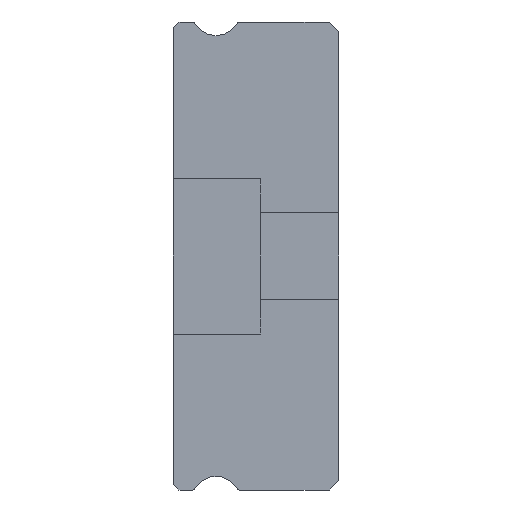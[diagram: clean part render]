
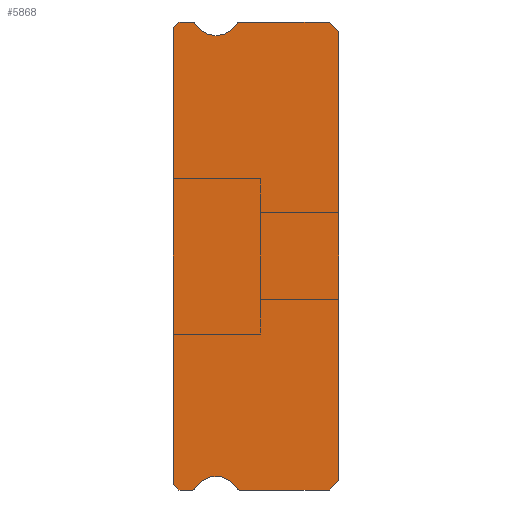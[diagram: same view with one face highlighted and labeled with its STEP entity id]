
A CAD part, left-side view. The second image highlights one B-rep face of the part: STEP entity #5868.
In plain terms, the highlighted planar face has unit normal (-1, 0, 0).
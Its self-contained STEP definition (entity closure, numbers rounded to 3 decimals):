
#8 = AXIS2_PLACEMENT_3D ( 'NONE', #2165, #4554, #2613 ) ;
#121 = EDGE_CURVE ( 'NONE', #558, #5481, #3046, .T. ) ;
#174 = ORIENTED_EDGE ( 'NONE', *, *, #5249, .F. ) ;
#225 = EDGE_LOOP ( 'NONE', ( #934, #1563, #2853, #5151, #2258, #174, #4233, #4144, #3323, #1739, #3421, #750, #4172, #1101, #4670, #5816, #4290 ) ) ;
#302 = AXIS2_PLACEMENT_3D ( 'NONE', #4095, #4009, #5314 ) ;
#308 = LINE ( 'NONE', #4372, #4903 ) ;
#359 = CARTESIAN_POINT ( 'NONE',  ( -5., 8.5, 11.85 ) ) ;
#400 = DIRECTION ( 'NONE',  ( 0., 0., 1. ) ) ;
#422 = DIRECTION ( 'NONE',  ( 0., -1., 0. ) ) ;
#427 = EDGE_CURVE ( 'NONE', #3689, #5871, #2483, .T. ) ;
#475 = VECTOR ( 'NONE', #422, 1000. ) ;
#526 = PLANE ( 'NONE',  #727 ) ;
#558 = VERTEX_POINT ( 'NONE', #4452 ) ;
#571 = EDGE_CURVE ( 'NONE', #681, #5237, #4512, .T. ) ;
#572 = EDGE_CURVE ( 'NONE', #4810, #681, #2123, .T. ) ;
#653 = CIRCLE ( 'NONE', #1902, 1.25 ) ;
#661 = CARTESIAN_POINT ( 'NONE',  ( -5., 7.512, -12. ) ) ;
#681 = VERTEX_POINT ( 'NONE', #5012 ) ;
#727 = AXIS2_PLACEMENT_3D ( 'NONE', #2349, #3266, #1939 ) ;
#750 = ORIENTED_EDGE ( 'NONE', *, *, #3140, .F. ) ;
#763 = VECTOR ( 'NONE', #5857, 1000. ) ;
#868 = CARTESIAN_POINT ( 'NONE',  ( -5., 8.2, -12. ) ) ;
#896 = VERTEX_POINT ( 'NONE', #3959 ) ;
#934 = ORIENTED_EDGE ( 'NONE', *, *, #2255, .F. ) ;
#1092 = AXIS2_PLACEMENT_3D ( 'NONE', #2706, #4528, #5446 ) ;
#1101 = ORIENTED_EDGE ( 'NONE', *, *, #1822, .F. ) ;
#1197 = DIRECTION ( 'NONE',  ( 0., 1., 0. ) ) ;
#1357 = LINE ( 'NONE', #3170, #5732 ) ;
#1372 = EDGE_CURVE ( 'NONE', #1486, #4567, #1357, .T. ) ;
#1416 = EDGE_CURVE ( 'NONE', #2000, #4567, #2212, .T. ) ;
#1456 = VECTOR ( 'NONE', #400, 1000. ) ;
#1486 = VERTEX_POINT ( 'NONE', #5144 ) ;
#1495 = VECTOR ( 'NONE', #4899, 1000. ) ;
#1563 = ORIENTED_EDGE ( 'NONE', *, *, #4482, .T. ) ;
#1567 = AXIS2_PLACEMENT_3D ( 'NONE', #3831, #2880, #5652 ) ;
#1647 = DIRECTION ( 'NONE',  ( 0., 0.707, -0.707 ) ) ;
#1711 = VERTEX_POINT ( 'NONE', #4812 ) ;
#1721 = VECTOR ( 'NONE', #1197, 1000. ) ;
#1738 = CARTESIAN_POINT ( 'NONE',  ( -5., 8.2, 12. ) ) ;
#1739 = ORIENTED_EDGE ( 'NONE', *, *, #4001, .F. ) ;
#1741 = CARTESIAN_POINT ( 'NONE',  ( -5., 7.383, 11.925 ) ) ;
#1822 = EDGE_CURVE ( 'NONE', #5655, #2355, #3922, .T. ) ;
#1829 = LINE ( 'NONE', #868, #2501 ) ;
#1869 = CARTESIAN_POINT ( 'NONE',  ( -5., 5.088, 11.85 ) ) ;
#1902 = AXIS2_PLACEMENT_3D ( 'NONE', #3975, #5796, #5825 ) ;
#1939 = DIRECTION ( 'NONE',  ( 0., 0., -1. ) ) ;
#2000 = VERTEX_POINT ( 'NONE', #4631 ) ;
#2097 = VECTOR ( 'NONE', #3821, 1000. ) ;
#2123 = LINE ( 'NONE', #1738, #1721 ) ;
#2165 = CARTESIAN_POINT ( 'NONE',  ( -5., 7.512, -11.85 ) ) ;
#2185 = CARTESIAN_POINT ( 'NONE',  ( -5., 8.5, 11.7 ) ) ;
#2188 = LINE ( 'NONE', #3578, #1495 ) ;
#2212 = CIRCLE ( 'NONE', #8, 0.15 ) ;
#2255 = EDGE_CURVE ( 'NONE', #5550, #5237, #4450, .T. ) ;
#2256 = EDGE_CURVE ( 'NONE', #3240, #896, #4424, .T. ) ;
#2258 = ORIENTED_EDGE ( 'NONE', *, *, #3391, .F. ) ;
#2349 = CARTESIAN_POINT ( 'NONE',  ( -5., 7.512, 11.85 ) ) ;
#2352 = EDGE_CURVE ( 'NONE', #4810, #5655, #5142, .T. ) ;
#2355 = VERTEX_POINT ( 'NONE', #3278 ) ;
#2483 = LINE ( 'NONE', #661, #2097 ) ;
#2501 = VECTOR ( 'NONE', #5007, 1000. ) ;
#2568 = AXIS2_PLACEMENT_3D ( 'NONE', #5104, #5547, #5010 ) ;
#2613 = DIRECTION ( 'NONE',  ( 0., 0., -1. ) ) ;
#2706 = CARTESIAN_POINT ( 'NONE',  ( -5., 6.3, 12.55 ) ) ;
#2853 = ORIENTED_EDGE ( 'NONE', *, *, #1372, .T. ) ;
#2880 = DIRECTION ( 'NONE',  ( 1., 0., 0. ) ) ;
#2925 = CARTESIAN_POINT ( 'NONE',  ( -5., 5.088, 12. ) ) ;
#3046 = LINE ( 'NONE', #3074, #1456 ) ;
#3074 = CARTESIAN_POINT ( 'NONE',  ( -5., 0., 11.5 ) ) ;
#3112 = CARTESIAN_POINT ( 'NONE',  ( -5., 0.5, -12. ) ) ;
#3140 = EDGE_CURVE ( 'NONE', #3630, #3240, #3884, .T. ) ;
#3170 = CARTESIAN_POINT ( 'NONE',  ( -5., 7.512, -12. ) ) ;
#3240 = VERTEX_POINT ( 'NONE', #2925 ) ;
#3266 = DIRECTION ( 'NONE',  ( 1., 0., 0. ) ) ;
#3278 = CARTESIAN_POINT ( 'NONE',  ( -5., 6.3, 11.3 ) ) ;
#3323 = ORIENTED_EDGE ( 'NONE', *, *, #121, .T. ) ;
#3359 = CARTESIAN_POINT ( 'NONE',  ( -5., 7.512, 12. ) ) ;
#3372 = CARTESIAN_POINT ( 'NONE',  ( -5., 8.5, -11.7 ) ) ;
#3391 = EDGE_CURVE ( 'NONE', #1711, #2000, #653, .T. ) ;
#3421 = ORIENTED_EDGE ( 'NONE', *, *, #2256, .F. ) ;
#3578 = CARTESIAN_POINT ( 'NONE',  ( -5., 0., -11.5 ) ) ;
#3630 = VERTEX_POINT ( 'NONE', #5267 ) ;
#3689 = VERTEX_POINT ( 'NONE', #3112 ) ;
#3706 = DIRECTION ( 'NONE',  ( 1., 0., 0. ) ) ;
#3808 = VECTOR ( 'NONE', #1647, 1000. ) ;
#3821 = DIRECTION ( 'NONE',  ( 0., 1., 0. ) ) ;
#3831 = CARTESIAN_POINT ( 'NONE',  ( -5., 5.088, -11.85 ) ) ;
#3884 = CIRCLE ( 'NONE', #5800, 0.15 ) ;
#3922 = CIRCLE ( 'NONE', #302, 1.25 ) ;
#3959 = CARTESIAN_POINT ( 'NONE',  ( -5., 0.5, 12. ) ) ;
#3975 = CARTESIAN_POINT ( 'NONE',  ( -5., 6.3, -12.55 ) ) ;
#4001 = EDGE_CURVE ( 'NONE', #896, #5481, #308, .T. ) ;
#4003 = CARTESIAN_POINT ( 'NONE',  ( -5., 7.512, 12. ) ) ;
#4009 = DIRECTION ( 'NONE',  ( -1., 0., 0. ) ) ;
#4095 = CARTESIAN_POINT ( 'NONE',  ( -5., 6.3, 12.55 ) ) ;
#4110 = CARTESIAN_POINT ( 'NONE',  ( -5., 5.088, -12. ) ) ;
#4144 = ORIENTED_EDGE ( 'NONE', *, *, #5731, .F. ) ;
#4172 = ORIENTED_EDGE ( 'NONE', *, *, #4979, .F. ) ;
#4233 = ORIENTED_EDGE ( 'NONE', *, *, #427, .F. ) ;
#4290 = ORIENTED_EDGE ( 'NONE', *, *, #571, .T. ) ;
#4372 = CARTESIAN_POINT ( 'NONE',  ( -5., 0.5, 12. ) ) ;
#4424 = LINE ( 'NONE', #4003, #475 ) ;
#4450 = LINE ( 'NONE', #359, #763 ) ;
#4452 = CARTESIAN_POINT ( 'NONE',  ( -5., 0., -11.5 ) ) ;
#4482 = EDGE_CURVE ( 'NONE', #5550, #1486, #1829, .T. ) ;
#4512 = LINE ( 'NONE', #2185, #3808 ) ;
#4516 = CIRCLE ( 'NONE', #1092, 1.25 ) ;
#4528 = DIRECTION ( 'NONE',  ( -1., 0., 0. ) ) ;
#4554 = DIRECTION ( 'NONE',  ( 1., 0., 0. ) ) ;
#4567 = VERTEX_POINT ( 'NONE', #5484 ) ;
#4631 = CARTESIAN_POINT ( 'NONE',  ( -5., 7.383, -11.925 ) ) ;
#4670 = ORIENTED_EDGE ( 'NONE', *, *, #2352, .F. ) ;
#4810 = VERTEX_POINT ( 'NONE', #3359 ) ;
#4812 = CARTESIAN_POINT ( 'NONE',  ( -5., 5.217, -11.925 ) ) ;
#4899 = DIRECTION ( 'NONE',  ( 0., 0.707, -0.707 ) ) ;
#4903 = VECTOR ( 'NONE', #5318, 1000. ) ;
#4979 = EDGE_CURVE ( 'NONE', #2355, #3630, #4516, .T. ) ;
#4991 = CIRCLE ( 'NONE', #1567, 0.15 ) ;
#5001 = FACE_OUTER_BOUND ( 'NONE', #225, .T. ) ;
#5007 = DIRECTION ( 'NONE',  ( 0., -0.707, -0.707 ) ) ;
#5010 = DIRECTION ( 'NONE',  ( 0., 0., -1. ) ) ;
#5012 = CARTESIAN_POINT ( 'NONE',  ( -5., 8.2, 12. ) ) ;
#5054 = CARTESIAN_POINT ( 'NONE',  ( -5., 0., 11.5 ) ) ;
#5104 = CARTESIAN_POINT ( 'NONE',  ( -5., 7.512, 11.85 ) ) ;
#5142 = CIRCLE ( 'NONE', #2568, 0.15 ) ;
#5144 = CARTESIAN_POINT ( 'NONE',  ( -5., 8.2, -12. ) ) ;
#5151 = ORIENTED_EDGE ( 'NONE', *, *, #1416, .F. ) ;
#5237 = VERTEX_POINT ( 'NONE', #5262 ) ;
#5249 = EDGE_CURVE ( 'NONE', #5871, #1711, #4991, .T. ) ;
#5262 = CARTESIAN_POINT ( 'NONE',  ( -5., 8.5, 11.7 ) ) ;
#5267 = CARTESIAN_POINT ( 'NONE',  ( -5., 5.217, 11.925 ) ) ;
#5314 = DIRECTION ( 'NONE',  ( 0., 0., -1. ) ) ;
#5318 = DIRECTION ( 'NONE',  ( 0., -0.707, -0.707 ) ) ;
#5446 = DIRECTION ( 'NONE',  ( 0., 0., -1. ) ) ;
#5481 = VERTEX_POINT ( 'NONE', #5054 ) ;
#5484 = CARTESIAN_POINT ( 'NONE',  ( -5., 7.512, -12. ) ) ;
#5547 = DIRECTION ( 'NONE',  ( 1., 0., 0. ) ) ;
#5550 = VERTEX_POINT ( 'NONE', #3372 ) ;
#5554 = DIRECTION ( 'NONE',  ( 0., 0., -1. ) ) ;
#5652 = DIRECTION ( 'NONE',  ( 0., 0., -1. ) ) ;
#5655 = VERTEX_POINT ( 'NONE', #1741 ) ;
#5731 = EDGE_CURVE ( 'NONE', #558, #3689, #2188, .T. ) ;
#5732 = VECTOR ( 'NONE', #5841, 1000. ) ;
#5796 = DIRECTION ( 'NONE',  ( -1., 0., 0. ) ) ;
#5800 = AXIS2_PLACEMENT_3D ( 'NONE', #1869, #3706, #5554 ) ;
#5816 = ORIENTED_EDGE ( 'NONE', *, *, #572, .T. ) ;
#5825 = DIRECTION ( 'NONE',  ( 0., 0., -1. ) ) ;
#5841 = DIRECTION ( 'NONE',  ( 0., -1., 0. ) ) ;
#5857 = DIRECTION ( 'NONE',  ( 0., 0., 1. ) ) ;
#5868 = ADVANCED_FACE ( 'NONE', ( #5001 ), #526, .F. ) ;
#5871 = VERTEX_POINT ( 'NONE', #4110 ) ;
